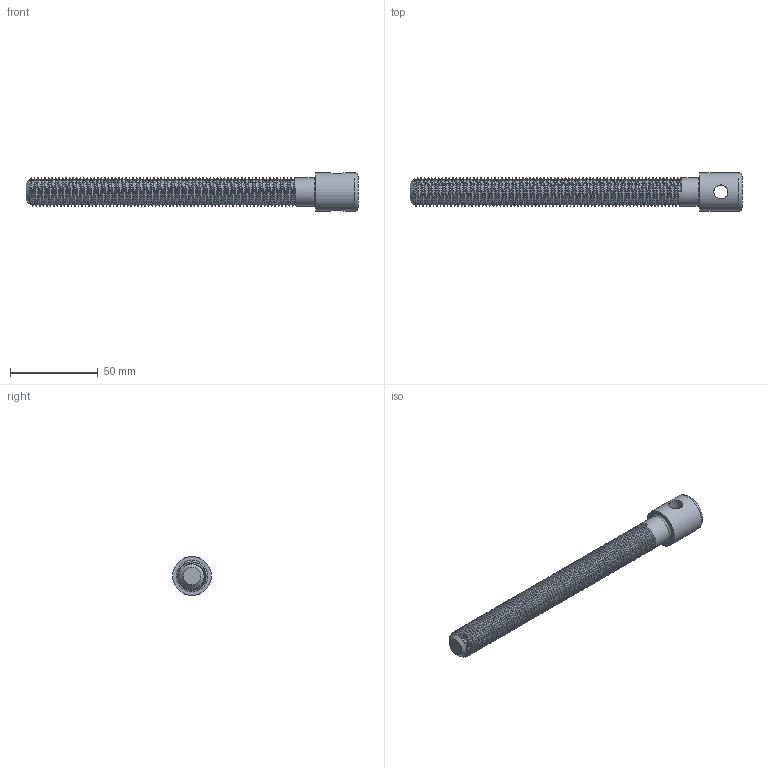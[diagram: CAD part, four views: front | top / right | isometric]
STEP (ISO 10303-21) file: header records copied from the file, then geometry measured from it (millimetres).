
FILE_DESCRIPTION (( 'STEP AP214' ), '1' );
FILE_NAME ('Part8. Jaw Screw.STEP', '2025-04-02T16:42:53', ( '' ), ( '' ), 'SwSTEP 2.0', 'SolidWorks 2025', '' );
FILE_SCHEMA (( 'AUTOMOTIVE_DESIGN' ));
Length unit declared in the file: millimetre
Products named in the file (1): Part8. Jaw Screw
Bounding box: 189 x 22 x 22 mm (x, y, z)
Volume: 36067.1 mm3; surface area: 14799.4 mm2
Topology: 1 solids, 1 shells, 89 faces, 255 edges, 168 vertices
Faces by surface type: cylinder 78, plane 4, bspline 3, cone 2, torus 2
Full cylindrical faces by diameter (mm): 8 x1, 16 x76, 22 x1
Entity records: 9901 total; most frequent: CARTESIAN_POINT 9662, ORIENTED_EDGE 40, DIRECTION 35, EDGE_LOOP 22, EDGE_CURVE 20, FACE_OUTER_BOUND 18, AXIS2_PLACEMENT_3D 17, VERTEX_POINT 16
